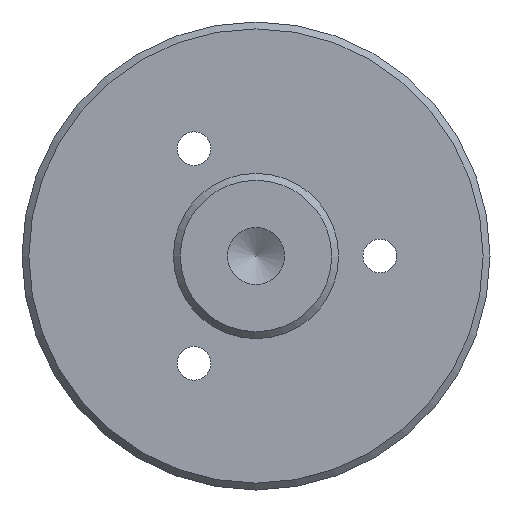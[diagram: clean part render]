
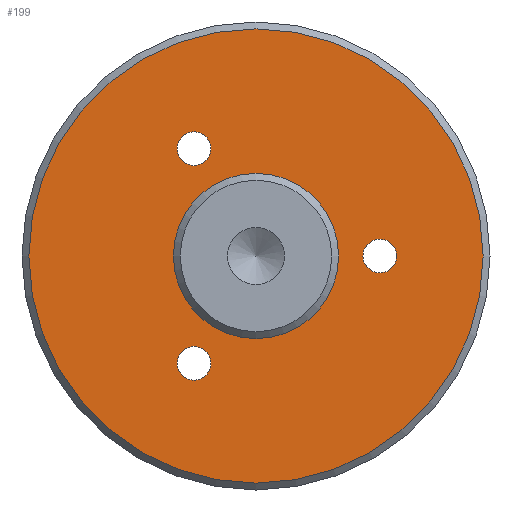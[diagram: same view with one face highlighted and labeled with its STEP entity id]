
A CAD part, left-side view. The second image highlights one B-rep face of the part: STEP entity #199.
In plain terms, the highlighted planar face has unit normal (-1, 0, 0).
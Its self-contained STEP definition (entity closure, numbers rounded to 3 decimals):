
#16=PLANE('',#228);
#35=FACE_BOUND('',#77,.T.);
#36=FACE_BOUND('',#78,.T.);
#37=FACE_BOUND('',#79,.T.);
#38=FACE_BOUND('',#80,.T.);
#39=FACE_BOUND('',#81,.T.);
#77=EDGE_LOOP('',(#167));
#78=EDGE_LOOP('',(#168));
#79=EDGE_LOOP('',(#169));
#80=EDGE_LOOP('',(#170));
#81=EDGE_LOOP('',(#171));
#106=CIRCLE('',#227,16.5);
#107=CIRCLE('',#229,6.);
#108=CIRCLE('',#230,1.23);
#109=CIRCLE('',#231,1.23);
#110=CIRCLE('',#232,1.23);
#124=VERTEX_POINT('',#341);
#125=VERTEX_POINT('',#344);
#126=VERTEX_POINT('',#346);
#127=VERTEX_POINT('',#348);
#128=VERTEX_POINT('',#350);
#142=EDGE_CURVE('',#124,#124,#106,.T.);
#143=EDGE_CURVE('',#125,#125,#107,.T.);
#144=EDGE_CURVE('',#126,#126,#108,.T.);
#145=EDGE_CURVE('',#127,#127,#109,.T.);
#146=EDGE_CURVE('',#128,#128,#110,.T.);
#167=ORIENTED_EDGE('',*,*,#143,.T.);
#168=ORIENTED_EDGE('',*,*,#144,.T.);
#169=ORIENTED_EDGE('',*,*,#145,.T.);
#170=ORIENTED_EDGE('',*,*,#146,.T.);
#171=ORIENTED_EDGE('',*,*,#142,.F.);
#199=ADVANCED_FACE('',(#35,#36,#37,#38,#39),#16,.T.);
#227=AXIS2_PLACEMENT_3D('',#342,#279,#280);
#228=AXIS2_PLACEMENT_3D('',#343,#281,#282);
#229=AXIS2_PLACEMENT_3D('',#345,#283,#284);
#230=AXIS2_PLACEMENT_3D('',#347,#285,#286);
#231=AXIS2_PLACEMENT_3D('',#349,#287,#288);
#232=AXIS2_PLACEMENT_3D('',#351,#289,#290);
#279=DIRECTION('center_axis',(1.,0.,0.));
#280=DIRECTION('ref_axis',(0.,-1.,0.));
#281=DIRECTION('center_axis',(-1.,0.,0.));
#282=DIRECTION('ref_axis',(0.,0.,1.));
#283=DIRECTION('center_axis',(1.,0.,0.));
#284=DIRECTION('ref_axis',(0.,1.,0.));
#285=DIRECTION('center_axis',(1.,0.,0.));
#286=DIRECTION('ref_axis',(0.,0.,-1.));
#287=DIRECTION('center_axis',(1.,0.,0.));
#288=DIRECTION('ref_axis',(0.,0.866,0.5));
#289=DIRECTION('center_axis',(1.,0.,0.));
#290=DIRECTION('ref_axis',(0.,-0.866,0.5));
#341=CARTESIAN_POINT('',(25.,16.5,0.));
#342=CARTESIAN_POINT('Origin',(25.,0.,0.));
#343=CARTESIAN_POINT('Origin',(25.,11.5,0.));
#344=CARTESIAN_POINT('',(25.,6.,0.));
#345=CARTESIAN_POINT('Origin',(25.,0.,0.));
#346=CARTESIAN_POINT('',(25.,-9.,1.23));
#347=CARTESIAN_POINT('Origin',(25.,-9.,0.));
#348=CARTESIAN_POINT('',(25.,3.435,-8.409));
#349=CARTESIAN_POINT('Origin',(25.,4.5,-7.794));
#350=CARTESIAN_POINT('',(25.,5.565,7.179));
#351=CARTESIAN_POINT('Origin',(25.,4.5,7.794));
